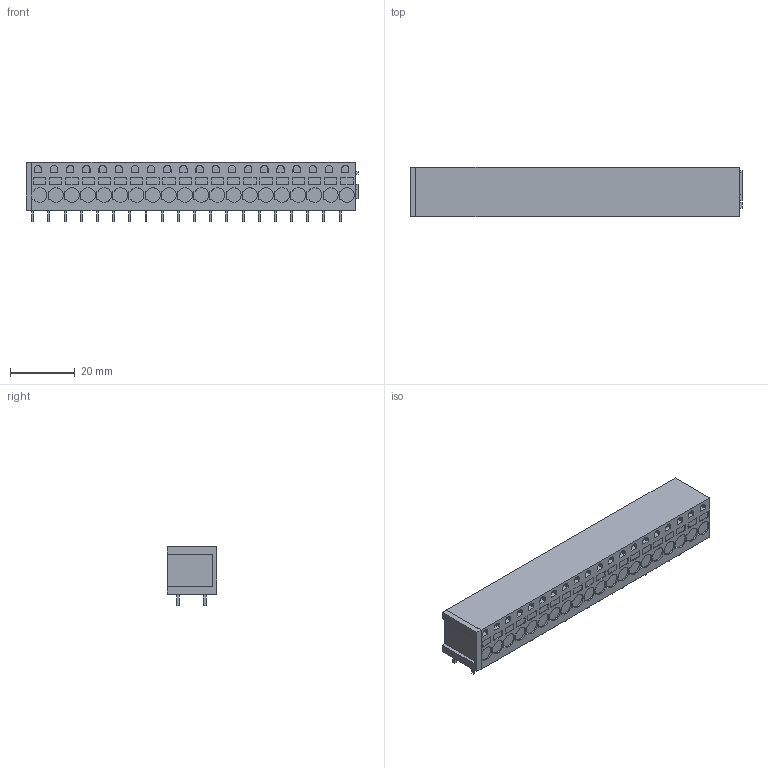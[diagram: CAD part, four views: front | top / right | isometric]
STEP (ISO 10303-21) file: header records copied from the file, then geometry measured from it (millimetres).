
FILE_DESCRIPTION(('CATIA V5 STEP Exchange','CAx-IF Rec.Pracs.--- Model Styling and Organization---1.4--- 2014-01-23'),'2;1');
FILE_NAME ('175511-3_1_1425480000_1425480000.stp','2022-08-10T11:20:24+00:00',('none'),('Weidmueller'),'CATIA Version 5-6 Release 2016 SP3 HF44','CATIA V5 STEP AP214','none');
FILE_SCHEMA(('AUTOMOTIVE_DESIGN { 1 0 10303 214 1 1 1 1 }'));
Length unit declared in the file: millimetre
Products named in the file (1): 1425480000
Bounding box: 102.63 x 15.2 x 18.3 mm (x, y, z)
Volume: 22436.7 mm3; surface area: 8628.6 mm2
Topology: 41 solids, 121 shells, 1288 faces, 2945 edges, 1963 vertices
Faces by surface type: plane 1016, cylinder 132, cone 60, bspline 40, extrusion 20, torus 20
Entity records: 38443 total; most frequent: CARTESIAN_POINT 11192, ORIENTED_EDGE 5890, DIRECTION 4547, EDGE_CURVE 2945, VECTOR 2301, LINE 2281, VERTEX_POINT 1963, EDGE_LOOP 1362
